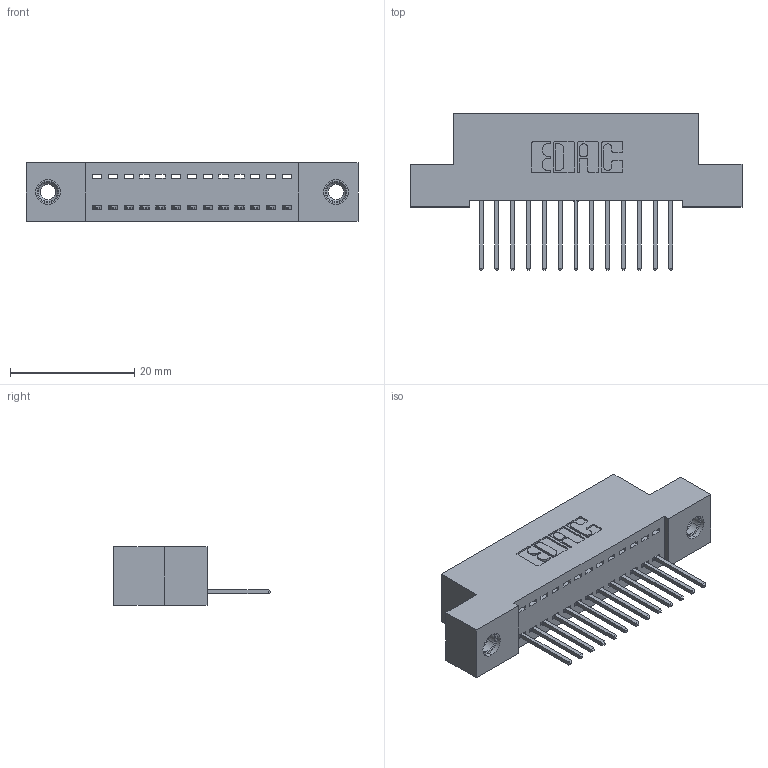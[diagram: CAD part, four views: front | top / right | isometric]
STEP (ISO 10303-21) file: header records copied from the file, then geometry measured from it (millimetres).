
FILE_DESCRIPTION (( 'STEP AP203' ), '1' );
FILE_NAME ('342-013-523-107.STEP', '2019-10-01T16:03:05', ( '' ), ( '' ), 'SwSTEP 2.0', 'SolidWorks 2016', '' );
FILE_SCHEMA (( 'CONFIG_CONTROL_DESIGN' ));
Length unit declared in the file: inch
Products named in the file (4): 342 Part_TI; 345-292-001_345-293-123; 345-250-001_345-250-005-103; 342-013-523-107
Assembly tree (16 placements, depth 2):
  342-013-523-107
    342 Part_TI
    345-292-001_345-293-123  x13
    345-250-001_345-250-005-103  x2
Bounding box: 53.34 x 25.15 x 9.4 mm (x, y, z)
Volume: 4552.3 mm3; surface area: 6188 mm2
Topology: 16 solids, 16 shells, 924 faces, 2723 edges, 1790 vertices
Faces by surface type: plane 644, cylinder 264, cone 12, torus 4
Entity records: 12770 total; most frequent: CARTESIAN_POINT 2188, ORIENTED_EDGE 2130, DIRECTION 1937, EDGE_CURVE 1065, LINE 917, VECTOR 917, VERTEX_POINT 704, AXIS2_PLACEMENT_3D 510
